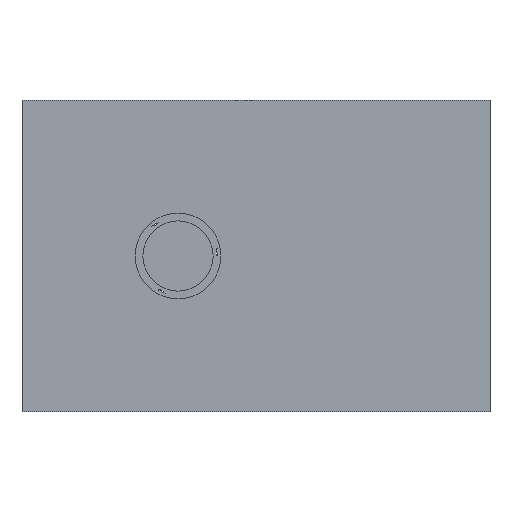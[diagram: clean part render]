
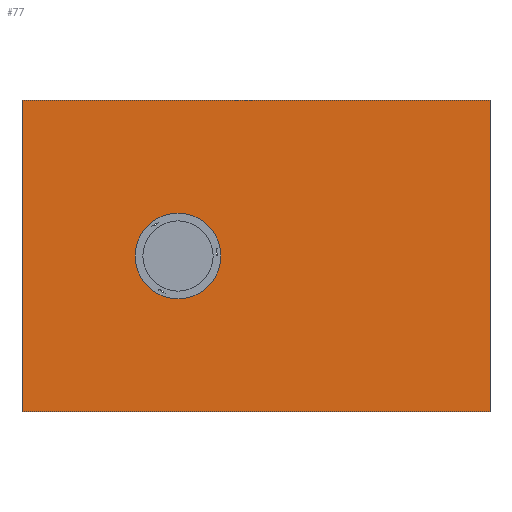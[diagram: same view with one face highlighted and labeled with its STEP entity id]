
A CAD part, top view. The second image highlights one B-rep face of the part: STEP entity #77.
In plain terms, the highlighted planar face has unit normal (0, 0, 1).
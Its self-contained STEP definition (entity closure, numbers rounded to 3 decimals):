
#27=CARTESIAN_POINT('',(0.,0.,0.));
#28=DIRECTION('',(0.,0.,1.));
#29=DIRECTION('',(1.,0.,0.));
#30=AXIS2_PLACEMENT_3D('',#27,#28,#29);
#31=PLANE('',#30);
#32=CARTESIAN_POINT('',(0.,5.5,0.));
#33=VERTEX_POINT('',#32);
#34=CARTESIAN_POINT('',(0.,0.,0.));
#35=DIRECTION('',(0.,-0.,1.));
#36=DIRECTION('',(0.,1.,0.));
#37=AXIS2_PLACEMENT_3D('',#34,#35,#36);
#38=CIRCLE('',#37,5.5);
#39=EDGE_CURVE('0:273',#33,#33,#38,.T.);
#40=ORIENTED_EDGE('',*,*,#39,.F.);
#41=EDGE_LOOP('',(#40));
#42=FACE_BOUND('',#41,.T.);
#43=CARTESIAN_POINT('',(40.,20.,0.));
#44=VERTEX_POINT('',#43);
#45=CARTESIAN_POINT('',(40.,-20.,0.));
#46=VERTEX_POINT('',#45);
#47=CARTESIAN_POINT('',(40.,20.,0.));
#48=DIRECTION('',(0.,-1.,0.));
#49=VECTOR('',#48,40.);
#50=LINE('',#47,#49);
#51=EDGE_CURVE('0:276',#44,#46,#50,.T.);
#52=ORIENTED_EDGE('',*,*,#51,.F.);
#53=CARTESIAN_POINT('',(-20.,20.,0.));
#54=VERTEX_POINT('',#53);
#55=CARTESIAN_POINT('',(-20.,20.,0.));
#56=DIRECTION('',(1.,0.,-0.));
#57=VECTOR('',#56,60.);
#58=LINE('',#55,#57);
#59=EDGE_CURVE('0:279',#54,#44,#58,.T.);
#60=ORIENTED_EDGE('',*,*,#59,.F.);
#61=CARTESIAN_POINT('',(-20.,-20.,0.));
#62=VERTEX_POINT('',#61);
#63=CARTESIAN_POINT('',(-20.,-20.,0.));
#64=DIRECTION('',(0.,1.,0.));
#65=VECTOR('',#64,40.);
#66=LINE('',#63,#65);
#67=EDGE_CURVE('0:282',#62,#54,#66,.T.);
#68=ORIENTED_EDGE('',*,*,#67,.F.);
#69=CARTESIAN_POINT('',(40.,-20.,0.));
#70=DIRECTION('',(-1.,0.,0.));
#71=VECTOR('',#70,60.);
#72=LINE('',#69,#71);
#73=EDGE_CURVE('0:285',#46,#62,#72,.T.);
#74=ORIENTED_EDGE('',*,*,#73,.F.);
#75=EDGE_LOOP('',(#52,#60,#68,#74));
#76=FACE_BOUND('',#75,.T.);
#77=ADVANCED_FACE('0:270',(#42,#76),#31,.T.);
